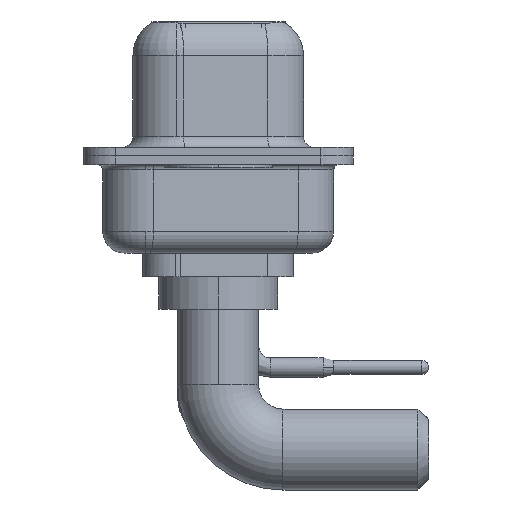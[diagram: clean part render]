
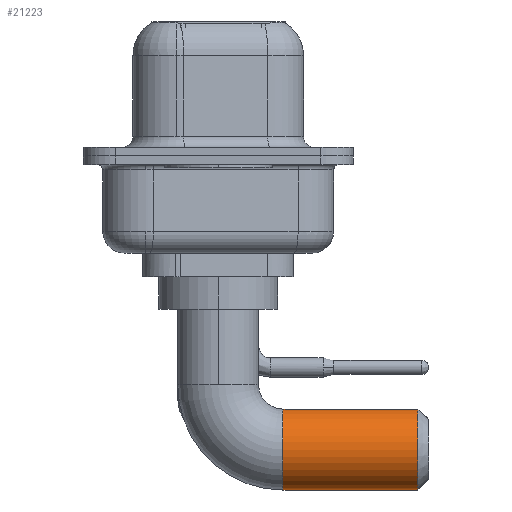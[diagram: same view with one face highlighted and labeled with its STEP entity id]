
A CAD part, left-side view. The second image highlights one B-rep face of the part: STEP entity #21223.
In plain terms, the highlighted cylindrical face has radius 1.875 mm (diameter 3.75 mm), a partial arc.
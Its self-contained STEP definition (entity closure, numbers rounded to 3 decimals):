
#70 = VERTEX_POINT ( 'NONE', #10577 ) ;
#548 = CARTESIAN_POINT ( 'NONE',  ( 0., -3., -6.5 ) ) ;
#2718 = DIRECTION ( 'NONE',  ( 0., 1., 0. ) ) ;
#3717 = CARTESIAN_POINT ( 'NONE',  ( 0., -3., -6.5 ) ) ;
#4065 = CARTESIAN_POINT ( 'NONE',  ( 0., -3., -4.625 ) ) ;
#4261 = CARTESIAN_POINT ( 'NONE',  ( 0., -3., -4.625 ) ) ;
#4917 = ORIENTED_EDGE ( 'NONE', *, *, #10366, .T. ) ;
#5535 = DIRECTION ( 'NONE',  ( -1., 0., 0. ) ) ;
#6045 = DIRECTION ( 'NONE',  ( 0., 0., -1. ) ) ;
#6739 = FACE_OUTER_BOUND ( 'NONE', #12571, .T. ) ;
#7343 = CARTESIAN_POINT ( 'NONE',  ( 0., -3., -8.375 ) ) ;
#7902 = VERTEX_POINT ( 'NONE', #4261 ) ;
#9076 = CARTESIAN_POINT ( 'NONE',  ( 0., -3., -8.375 ) ) ;
#9198 = VERTEX_POINT ( 'NONE', #9076 ) ;
#10181 = VECTOR ( 'NONE', #15580, 1000. ) ;
#10366 = EDGE_CURVE ( 'NONE', #70, #17672, #15433, .T. ) ;
#10577 = CARTESIAN_POINT ( 'NONE',  ( 0., -9.25, -8.375 ) ) ;
#10652 = LINE ( 'NONE', #4065, #10181 ) ;
#10870 = CARTESIAN_POINT ( 'NONE',  ( 0., -9.25, -6.5 ) ) ;
#11584 = AXIS2_PLACEMENT_3D ( 'NONE', #548, #14043, #5535 ) ;
#12390 = LINE ( 'NONE', #7343, #15407 ) ;
#12571 = EDGE_LOOP ( 'NONE', ( #18549, #13427, #21405, #4917 ) ) ;
#13271 = AXIS2_PLACEMENT_3D ( 'NONE', #10870, #2718, #6045 ) ;
#13427 = ORIENTED_EDGE ( 'NONE', *, *, #14985, .T. ) ;
#13544 = CYLINDRICAL_SURFACE ( 'NONE', #20338, 1.875 ) ;
#14043 = DIRECTION ( 'NONE',  ( 0., -1., 0. ) ) ;
#14985 = EDGE_CURVE ( 'NONE', #7902, #9198, #19759, .T. ) ;
#15378 = EDGE_CURVE ( 'NONE', #7902, #17672, #10652, .T. ) ;
#15407 = VECTOR ( 'NONE', #19177, 1000. ) ;
#15433 = CIRCLE ( 'NONE', #13271, 1.875 ) ;
#15580 = DIRECTION ( 'NONE',  ( 0., -1., 0. ) ) ;
#17672 = VERTEX_POINT ( 'NONE', #18155 ) ;
#18155 = CARTESIAN_POINT ( 'NONE',  ( 0., -9.25, -4.625 ) ) ;
#18549 = ORIENTED_EDGE ( 'NONE', *, *, #15378, .F. ) ;
#18992 = DIRECTION ( 'NONE',  ( 0., -1., 0. ) ) ;
#19177 = DIRECTION ( 'NONE',  ( 0., -1., 0. ) ) ;
#19759 = CIRCLE ( 'NONE', #11584, 1.875 ) ;
#20338 = AXIS2_PLACEMENT_3D ( 'NONE', #3717, #18992, #20555 ) ;
#20555 = DIRECTION ( 'NONE',  ( 0., 0., -1. ) ) ;
#21223 = ADVANCED_FACE ( 'NONE', ( #6739 ), #13544, .T. ) ;
#21405 = ORIENTED_EDGE ( 'NONE', *, *, #21867, .T. ) ;
#21867 = EDGE_CURVE ( 'NONE', #9198, #70, #12390, .T. ) ;
